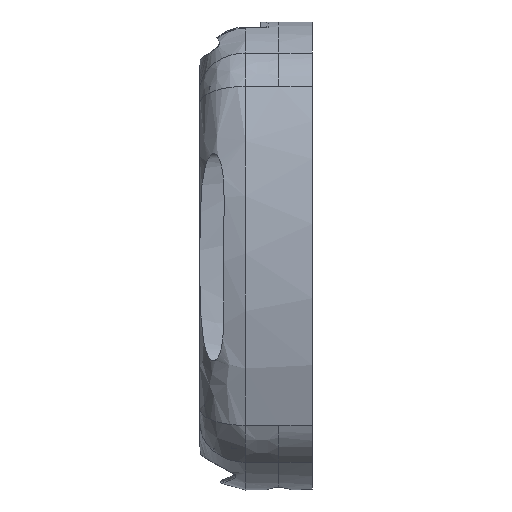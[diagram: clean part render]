
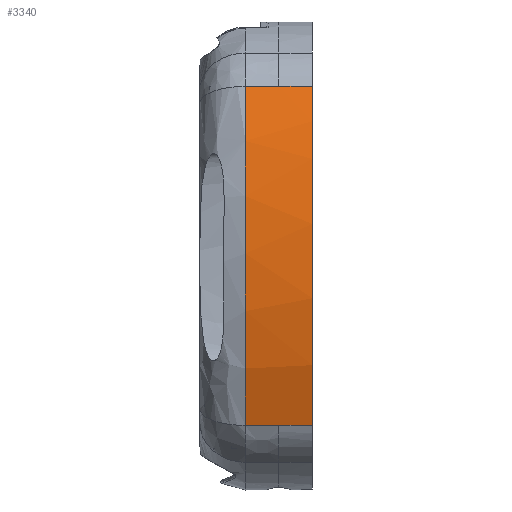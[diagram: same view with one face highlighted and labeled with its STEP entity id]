
A CAD part, left-side view. The second image highlights one B-rep face of the part: STEP entity #3340.
In plain terms, the highlighted free-form (B-spline) face has degree [1, 2] with [2, 3] control points.
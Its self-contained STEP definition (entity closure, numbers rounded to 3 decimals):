
#33=(
BOUNDED_SURFACE()
B_SPLINE_SURFACE(1,2,((#7147,#7148,#7149),(#7150,#7151,#7152)),
 .UNSPECIFIED.,.F.,.F.,.F.)
B_SPLINE_SURFACE_WITH_KNOTS((2,2),(3,3),(-0.12,0.12),
(-2.213,-0.912),.UNSPECIFIED.)
GEOMETRIC_REPRESENTATION_ITEM()
RATIONAL_B_SPLINE_SURFACE(((1.,0.796,1.),(1.,0.796,
1.)))
REPRESENTATION_ITEM('')
SURFACE()
);
#135=B_SPLINE_CURVE_WITH_KNOTS('',3,(#5996,#5997,#5998,#5999),
 .UNSPECIFIED.,.F.,.F.,(4,4),(-0.55,0.),.UNSPECIFIED.);
#149=B_SPLINE_CURVE_WITH_KNOTS('',3,(#6201,#6202,#6203,#6204),
 .UNSPECIFIED.,.F.,.F.,(4,4),(0.,0.55),.UNSPECIFIED.);
#155=B_SPLINE_CURVE_WITH_KNOTS('',3,(#6315,#6316,#6317,#6318,#6319,#6320,
#6321,#6322,#6323),.UNSPECIFIED.,.F.,.F.,(4,1,1,1,1,1,4),(-5.116,
-4.385,-3.654,-2.192,-1.462,
-0.731,0.),.UNSPECIFIED.);
#417=FACE_OUTER_BOUND('',#611,.T.);
#611=EDGE_LOOP('',(#3047,#3048,#3049,#3050,#3051,#3052));
#618=ELLIPSE('',#3452,46.,24.5);
#944=LINE('',#7146,#1261);
#945=LINE('',#7153,#1262);
#1261=VECTOR('',#4285,10.);
#1262=VECTOR('',#4286,10.);
#1484=VERTEX_POINT('',#5289);
#1485=VERTEX_POINT('',#5297);
#1552=VERTEX_POINT('',#5990);
#1553=VERTEX_POINT('',#5995);
#1564=VERTEX_POINT('',#6199);
#1565=VERTEX_POINT('',#6200);
#1888=EDGE_CURVE('',#1485,#1484,#618,.T.);
#1994=EDGE_CURVE('',#1552,#1553,#135,.T.);
#2011=EDGE_CURVE('',#1564,#1565,#149,.T.);
#2019=EDGE_CURVE('',#1565,#1552,#155,.T.);
#2075=EDGE_CURVE('',#1553,#1484,#944,.T.);
#2076=EDGE_CURVE('',#1564,#1485,#945,.T.);
#3047=ORIENTED_EDGE('',*,*,#1888,.T.);
#3048=ORIENTED_EDGE('',*,*,#2075,.F.);
#3049=ORIENTED_EDGE('',*,*,#1994,.F.);
#3050=ORIENTED_EDGE('',*,*,#2019,.F.);
#3051=ORIENTED_EDGE('',*,*,#2011,.F.);
#3052=ORIENTED_EDGE('',*,*,#2076,.T.);
#3340=ADVANCED_FACE('',(#417),#33,.F.);
#3452=AXIS2_PLACEMENT_3D('',#5298,#3998,#3999);
#3998=DIRECTION('center_axis',(0.,1.,0.));
#3999=DIRECTION('ref_axis',(0.,0.,1.));
#4285=DIRECTION('',(0.,-1.,0.));
#4286=DIRECTION('',(0.,-1.,0.));
#5289=CARTESIAN_POINT('',(-3.376,-3.9,59.153));
#5297=CARTESIAN_POINT('',(-3.622,-3.9,3.456));
#5298=CARTESIAN_POINT('Origin',(16.,-3.9,31.));
#5990=CARTESIAN_POINT('',(-3.376,7.1,59.153));
#5995=CARTESIAN_POINT('',(-3.376,1.6,59.153));
#5996=CARTESIAN_POINT('Ctrl Pts',(-3.376,7.1,59.153));
#5997=CARTESIAN_POINT('Ctrl Pts',(-3.376,5.267,59.153));
#5998=CARTESIAN_POINT('Ctrl Pts',(-3.376,3.433,59.153));
#5999=CARTESIAN_POINT('Ctrl Pts',(-3.376,1.6,59.153));
#6199=CARTESIAN_POINT('',(-3.622,1.6,3.456));
#6200=CARTESIAN_POINT('',(-3.622,7.1,3.456));
#6201=CARTESIAN_POINT('Ctrl Pts',(-3.622,1.6,3.456));
#6202=CARTESIAN_POINT('Ctrl Pts',(-3.622,3.433,3.456));
#6203=CARTESIAN_POINT('Ctrl Pts',(-3.622,5.267,3.456));
#6204=CARTESIAN_POINT('Ctrl Pts',(-3.622,7.1,3.456));
#6315=CARTESIAN_POINT('Ctrl Pts',(-3.622,7.1,3.456));
#6316=CARTESIAN_POINT('Ctrl Pts',(-4.665,7.1,6.074));
#6317=CARTESIAN_POINT('Ctrl Pts',(-6.315,7.1,11.348));
#6318=CARTESIAN_POINT('Ctrl Pts',(-8.331,7.1,21.967));
#6319=CARTESIAN_POINT('Ctrl Pts',(-8.769,7.1,32.651));
#6320=CARTESIAN_POINT('Ctrl Pts',(-7.744,7.1,43.308));
#6321=CARTESIAN_POINT('Ctrl Pts',(-6.158,7.1,51.265));
#6322=CARTESIAN_POINT('Ctrl Pts',(-4.453,7.1,56.538));
#6323=CARTESIAN_POINT('Ctrl Pts',(-3.376,7.1,59.153));
#7146=CARTESIAN_POINT('',(-3.376,1.6,59.153));
#7147=CARTESIAN_POINT('Ctrl Pts',(-3.622,-3.9,3.456));
#7148=CARTESIAN_POINT('Ctrl Pts',(-14.782,-3.9,31.481));
#7149=CARTESIAN_POINT('Ctrl Pts',(-3.376,-3.9,59.153));
#7150=CARTESIAN_POINT('Ctrl Pts',(-3.622,7.1,3.456));
#7151=CARTESIAN_POINT('Ctrl Pts',(-14.782,7.1,31.481));
#7152=CARTESIAN_POINT('Ctrl Pts',(-3.376,7.1,59.153));
#7153=CARTESIAN_POINT('',(-3.622,1.6,3.456));
